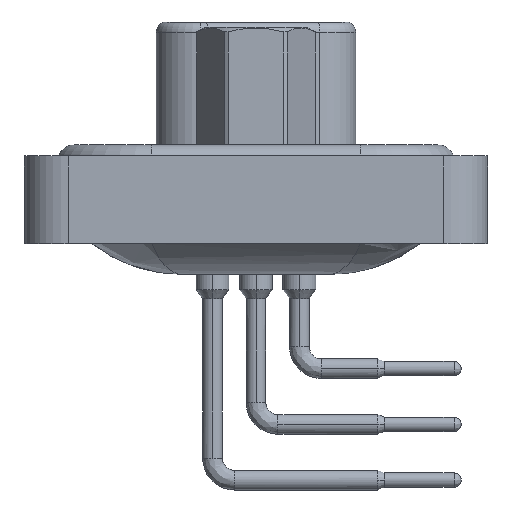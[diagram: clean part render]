
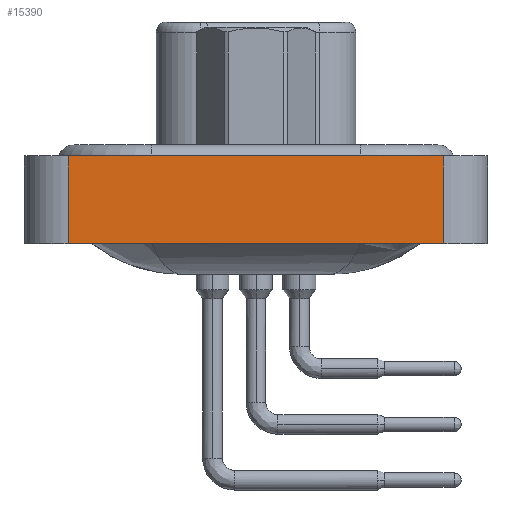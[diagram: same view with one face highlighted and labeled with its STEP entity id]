
A CAD part, left-side view. The second image highlights one B-rep face of the part: STEP entity #15390.
In plain terms, the highlighted planar face has unit normal (-1, 0, 0).
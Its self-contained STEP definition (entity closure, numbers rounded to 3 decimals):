
#511 = CARTESIAN_POINT ( 'NONE',  ( -7.26, 8.55, 0.4 ) ) ;
#1120 = VECTOR ( 'NONE', #20254, 1000. ) ;
#1980 = CARTESIAN_POINT ( 'NONE',  ( -7.26, -8.55, -3.6 ) ) ;
#2203 = EDGE_CURVE ( 'NONE', #28206, #16257, #26694, .T. ) ;
#2579 = DIRECTION ( 'NONE',  ( 0., -1., 0. ) ) ;
#3056 = DIRECTION ( 'NONE',  ( 0., 0., 1. ) ) ;
#3511 = LINE ( 'NONE', #6997, #28039 ) ;
#3721 = VERTEX_POINT ( 'NONE', #18601 ) ;
#4923 = ORIENTED_EDGE ( 'NONE', *, *, #20078, .F. ) ;
#6997 = CARTESIAN_POINT ( 'NONE',  ( -7.26, -8.55, -3.6 ) ) ;
#7212 = EDGE_LOOP ( 'NONE', ( #11795, #4923, #22806, #16805 ) ) ;
#9647 = LINE ( 'NONE', #16834, #27869 ) ;
#11549 = DIRECTION ( 'NONE',  ( -1., 0., 0. ) ) ;
#11795 = ORIENTED_EDGE ( 'NONE', *, *, #25578, .T. ) ;
#12310 = CARTESIAN_POINT ( 'NONE',  ( -7.26, 8.55, -3.6 ) ) ;
#13433 = VERTEX_POINT ( 'NONE', #19828 ) ;
#14070 = VECTOR ( 'NONE', #3056, 1000. ) ;
#15390 = ADVANCED_FACE ( 'NONE', ( #26231 ), #23351, .T. ) ;
#15494 = CARTESIAN_POINT ( 'NONE',  ( -7.26, -8.55, -3.6 ) ) ;
#16257 = VERTEX_POINT ( 'NONE', #511 ) ;
#16772 = EDGE_CURVE ( 'NONE', #28206, #13433, #3511, .T. ) ;
#16805 = ORIENTED_EDGE ( 'NONE', *, *, #16772, .T. ) ;
#16834 = CARTESIAN_POINT ( 'NONE',  ( -7.26, -8.55, 0.4 ) ) ;
#17299 = CARTESIAN_POINT ( 'NONE',  ( -7.26, 8.55, -3.6 ) ) ;
#18601 = CARTESIAN_POINT ( 'NONE',  ( -7.26, -8.55, 0.4 ) ) ;
#19828 = CARTESIAN_POINT ( 'NONE',  ( -7.26, -8.55, -3.6 ) ) ;
#20038 = LINE ( 'NONE', #15494, #1120 ) ;
#20078 = EDGE_CURVE ( 'NONE', #16257, #3721, #9647, .T. ) ;
#20254 = DIRECTION ( 'NONE',  ( 0., 0., 1. ) ) ;
#22806 = ORIENTED_EDGE ( 'NONE', *, *, #2203, .F. ) ;
#23351 = PLANE ( 'NONE',  #28234 ) ;
#23594 = DIRECTION ( 'NONE',  ( 0., -1., 0. ) ) ;
#25578 = EDGE_CURVE ( 'NONE', #13433, #3721, #20038, .T. ) ;
#26231 = FACE_OUTER_BOUND ( 'NONE', #7212, .T. ) ;
#26694 = LINE ( 'NONE', #17299, #14070 ) ;
#27869 = VECTOR ( 'NONE', #2579, 1000. ) ;
#28039 = VECTOR ( 'NONE', #23594, 1000. ) ;
#28165 = DIRECTION ( 'NONE',  ( 0., 0., 1. ) ) ;
#28206 = VERTEX_POINT ( 'NONE', #12310 ) ;
#28234 = AXIS2_PLACEMENT_3D ( 'NONE', #1980, #11549, #28165 ) ;
